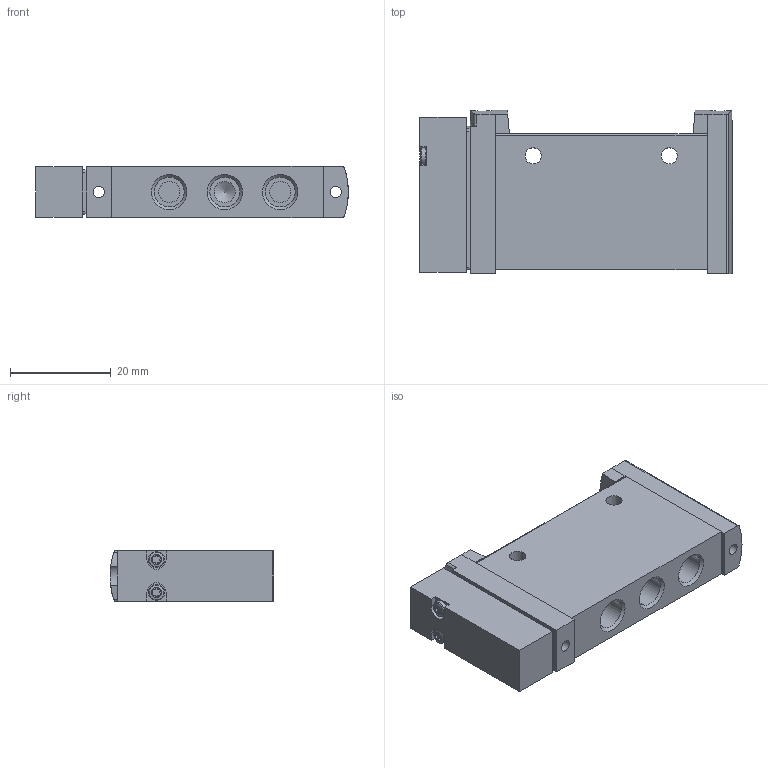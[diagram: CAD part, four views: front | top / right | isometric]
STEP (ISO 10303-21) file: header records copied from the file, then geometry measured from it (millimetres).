
FILE_DESCRIPTION(/* description */ ('STEP AP214'),/* implementation_level */ '2;1');
FILE_NAME(/* name */ '573824_VUWG-L10-M52-R-M7',/* time_stamp */ '2024-09-17T21:31:24+02:00',/* author */ ('License CC BY-ND 4.0'),/* organization */ ('CADENAS'),/* preprocessor_version */ 'ST-DEVELOPER v19.3',/* originating_system */ 'PARTsolutions',/* authorisation */ ' ');
FILE_SCHEMA (('AUTOMOTIVE_DESIGN {1 0 10303 214 3 1 1}'));
Length unit declared in the file: millimetre
Products named in the file (2): 573824 VUWG-L10-M52-R-M7; 571755 VUWG-L10-M52-R-M7---(G)
Assembly tree (1 placements, depth 2):
  573824 VUWG-L10-M52-R-M7
    571755 VUWG-L10-M52-R-M7---(G)
Bounding box: 62 x 32.5 x 10.25 mm (x, y, z)
Volume: 16025 mm3; surface area: 7474.9 mm2
Topology: 1 solids, 1 shells, 239 faces, 628 edges, 409 vertices
Faces by surface type: plane 115, cylinder 108, cone 10, torus 4, sphere 2
Full cylindrical faces by diameter (mm): 3 x2, 3.2 x4, 4.134 x1, 4.2 x3, 5.917 x5
Entity records: 7328 total; most frequent: DIRECTION 1331, CARTESIAN_POINT 1281, ORIENTED_EDGE 1182, EDGE_CURVE 591, AXIS2_PLACEMENT_3D 507, VERTEX_POINT 405, LINE 317, VECTOR 317
